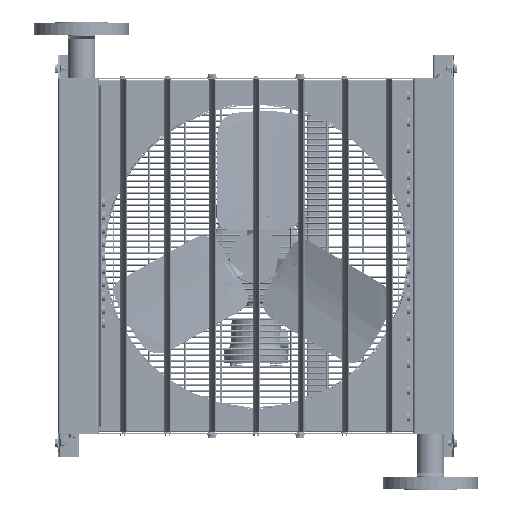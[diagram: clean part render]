
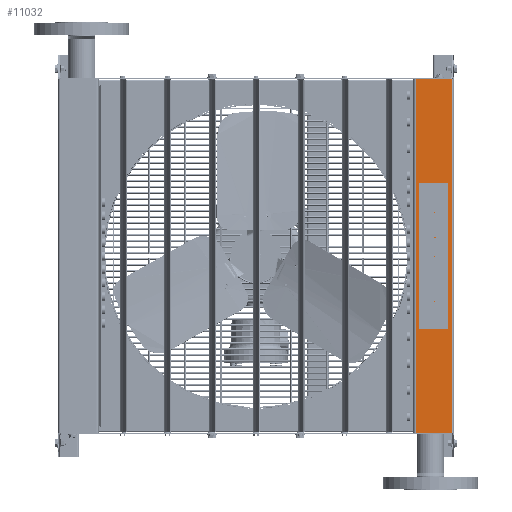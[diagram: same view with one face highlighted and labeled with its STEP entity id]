
A CAD part, left-side view. The second image highlights one B-rep face of the part: STEP entity #11032.
In plain terms, the highlighted planar face has unit normal (-1, 0, 0).
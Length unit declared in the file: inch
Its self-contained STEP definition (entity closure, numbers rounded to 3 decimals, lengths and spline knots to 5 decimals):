
#5776 = DIRECTION ( 'NONE',  ( 0., 0., -1. ) ) ;
#6417 = VERTEX_POINT ( 'NONE', #85036 ) ;
#6428 = DIRECTION ( 'NONE',  ( 0., 0., 1. ) ) ;
#6455 = DIRECTION ( 'NONE',  ( -1., 0., 0. ) ) ;
#6637 = CARTESIAN_POINT ( 'NONE',  ( -4.213, -13.50394, 13.74016 ) ) ;
#7556 = PLANE ( 'NONE',  #144057 ) ;
#9049 = ORIENTED_EDGE ( 'NONE', *, *, #84341, .F. ) ;
#11032 = ADVANCED_FACE ( 'NONE', ( #15758 ), #7556, .T. ) ;
#15758 = FACE_OUTER_BOUND ( 'NONE', #41674, .T. ) ;
#15953 = VERTEX_POINT ( 'NONE', #59882 ) ;
#26564 = VECTOR ( 'NONE', #62615, 39.37008 ) ;
#31177 = VECTOR ( 'NONE', #187867, 39.37008 ) ;
#33841 = VERTEX_POINT ( 'NONE', #82865 ) ;
#41674 = EDGE_LOOP ( 'NONE', ( #9049, #101033, #154020, #153493 ) ) ;
#49805 = CARTESIAN_POINT ( 'NONE',  ( -4.213, -10.89803, -12.06716 ) ) ;
#51690 = LINE ( 'NONE', #94707, #130567 ) ;
#59882 = CARTESIAN_POINT ( 'NONE',  ( -4.213, -10.89803, 12.06716 ) ) ;
#62615 = DIRECTION ( 'NONE',  ( 0., 1., 0. ) ) ;
#66153 = LINE ( 'NONE', #121596, #26564 ) ;
#82865 = CARTESIAN_POINT ( 'NONE',  ( -4.213, -13.35394, -12.06716 ) ) ;
#84147 = CARTESIAN_POINT ( 'NONE',  ( -4.213, -13.50394, -12.06716 ) ) ;
#84341 = EDGE_CURVE ( 'NONE', #33841, #161817, #110167, .T. ) ;
#85036 = CARTESIAN_POINT ( 'NONE',  ( -4.213, -13.35394, 12.06716 ) ) ;
#88073 = EDGE_CURVE ( 'NONE', #6417, #15953, #66153, .T. ) ;
#94707 = CARTESIAN_POINT ( 'NONE',  ( -4.213, -10.89803, 13.74016 ) ) ;
#95682 = LINE ( 'NONE', #173280, #174471 ) ;
#98032 = EDGE_CURVE ( 'NONE', #6417, #33841, #95682, .T. ) ;
#101033 = ORIENTED_EDGE ( 'NONE', *, *, #98032, .F. ) ;
#110167 = LINE ( 'NONE', #84147, #31177 ) ;
#121596 = CARTESIAN_POINT ( 'NONE',  ( -4.213, -13.50394, 12.06716 ) ) ;
#130567 = VECTOR ( 'NONE', #5776, 39.37008 ) ;
#144057 = AXIS2_PLACEMENT_3D ( 'NONE', #6637, #6455, #6428 ) ;
#153493 = ORIENTED_EDGE ( 'NONE', *, *, #190269, .T. ) ;
#154020 = ORIENTED_EDGE ( 'NONE', *, *, #88073, .T. ) ;
#161817 = VERTEX_POINT ( 'NONE', #49805 ) ;
#173280 = CARTESIAN_POINT ( 'NONE',  ( -4.213, -13.35394, 13.74016 ) ) ;
#174471 = VECTOR ( 'NONE', #187602, 39.37008 ) ;
#187602 = DIRECTION ( 'NONE',  ( 0., 0., -1. ) ) ;
#187867 = DIRECTION ( 'NONE',  ( 0., 1., 0. ) ) ;
#190269 = EDGE_CURVE ( 'NONE', #15953, #161817, #51690, .T. ) ;
